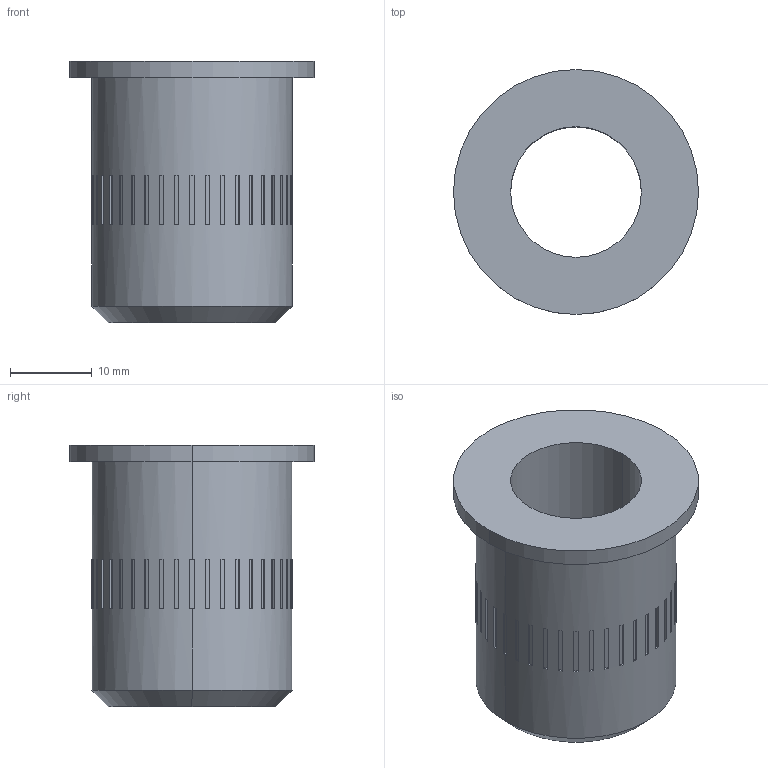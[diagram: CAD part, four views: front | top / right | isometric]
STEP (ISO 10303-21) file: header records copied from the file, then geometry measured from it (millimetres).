
FILE_DESCRIPTION (( 'STEP AP203' ), '1' );
FILE_NAME ('B33-64.STEP', '2018-03-27T11:03:40', ( 'User2' ), ( '' ), 'SwSTEP 2.0', 'SolidWorks 2007', '' );
FILE_SCHEMA (( 'CONFIG_CONTROL_DESIGN' ));
Length unit declared in the file: millimetre
Products named in the file (1): B33-64
Bounding box: 30 x 30 x 32 mm (x, y, z)
Volume: 8952.8 mm3; surface area: 5120.6 mm2
Topology: 1 solids, 1 shells, 213 faces, 512 edges, 340 vertices
Faces by surface type: plane 203, cylinder 6, cone 4
Entity records: 6235 total; most frequent: CARTESIAN_POINT 1066, DIRECTION 1040, ORIENTED_EDGE 1024, EDGE_CURVE 512, VECTOR 412, LINE 412, VERTEX_POINT 340, AXIS2_PLACEMENT_3D 314
